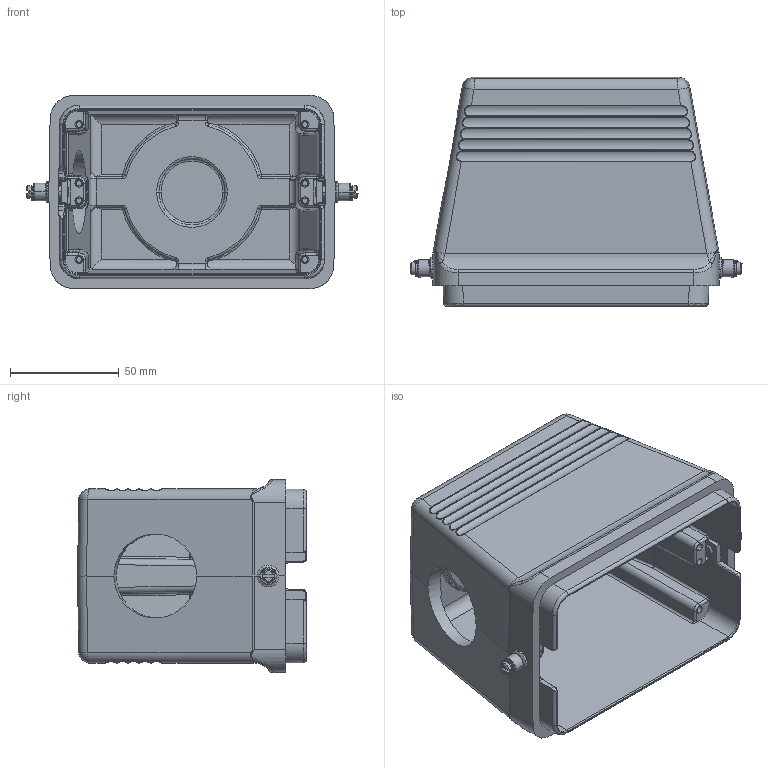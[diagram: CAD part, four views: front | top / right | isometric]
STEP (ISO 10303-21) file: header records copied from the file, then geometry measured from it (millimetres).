
FILE_DESCRIPTION(/* description */ (''),/* implementation_level */ '2;1');
FILE_NAME(/* name */ 'c146 21r048 507 1nxc001-01.stp',/* time_stamp */ '2019-02-05T10:07:24+01:00',/* author */ (''),/* organization */ (''),/* preprocessor_version */ 'ST-DEVELOPER v16.7',/* originating_system */ 'SIEMENS PLM Software NX 12.0',/* authorisation */ '');
FILE_SCHEMA (('AUTOMOTIVE_DESIGN { 1 0 10303 214 3 1 1 1 }'));
Length unit declared in the file: millimetre
Products named in the file (1): MBer2BE8531Cfzyh
Bounding box: 152.47 x 105.2 x 88.7 mm (x, y, z)
Volume: 210468.4 mm3; surface area: 97656.9 mm2
Topology: 1 solids, 1 shells, 575 faces, 1374 edges, 827 vertices
Faces by surface type: cylinder 254, plane 151, bspline 104, torus 32, cone 20, sphere 14
Full cylindrical faces by diameter (mm): 2.5 x8, 38.539 x1
Entity records: 23720 total; most frequent: CARTESIAN_POINT 11500, ORIENTED_EDGE 2728, DIRECTION 2267, EDGE_CURVE 1364, AXIS2_PLACEMENT_3D 852, VERTEX_POINT 826, EDGE_LOOP 616, ADVANCED_FACE 575
